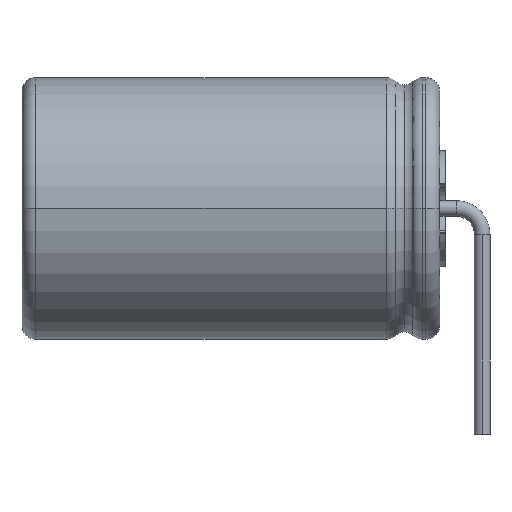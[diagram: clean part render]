
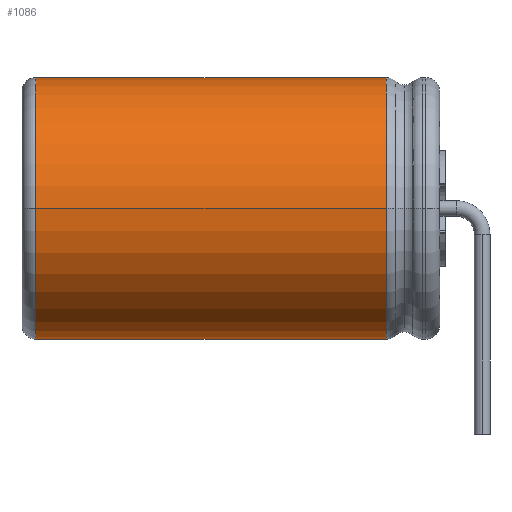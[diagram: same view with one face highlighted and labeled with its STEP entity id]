
A CAD part, left-side view. The second image highlights one B-rep face of the part: STEP entity #1086.
In plain terms, the highlighted cylindrical face has radius 5.025 mm (diameter 10.051 mm), a partial arc.
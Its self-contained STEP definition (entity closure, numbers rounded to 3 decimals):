
#1063 = ORIENTED_EDGE ( 'NONE', *, *, #1064, .F. ) ;
#1064 = EDGE_CURVE ( 'NONE', #1080, #1091, #4500, .T. ) ;
#1065 = ORIENTED_EDGE ( 'NONE', *, *, #1078, .F. ) ;
#1066 = ORIENTED_EDGE ( 'NONE', *, *, #1067, .F. ) ;
#1067 = EDGE_CURVE ( 'NONE', #1090, #1079, #4495, .T. ) ;
#1078 = EDGE_CURVE ( 'NONE', #1079, #1080, #4568, .T. ) ;
#1079 = VERTEX_POINT ( 'NONE', #4563 ) ;
#1080 = VERTEX_POINT ( 'NONE', #4562 ) ;
#1086 = ADVANCED_FACE ( 'NONE', ( #4550 ), #4598, .T. ) ;
#1087 = EDGE_LOOP ( 'NONE', ( #1088, #1063, #1065, #1066 ) ) ;
#1088 = ORIENTED_EDGE ( 'NONE', *, *, #1089, .T. ) ;
#1089 = EDGE_CURVE ( 'NONE', #1090, #1091, #4597, .T. ) ;
#1090 = VERTEX_POINT ( 'NONE', #4588 ) ;
#1091 = VERTEX_POINT ( 'NONE', #4587 ) ;
#4492 = DIRECTION ( 'NONE',  ( 0., -1., 0. ) ) ;
#4493 = VECTOR ( 'NONE', #4492, 1000. ) ;
#4494 = CARTESIAN_POINT ( 'NONE',  ( 0., 12.922, 5.025 ) ) ;
#4495 = LINE ( 'NONE', #4494, #4493 ) ;
#4497 = DIRECTION ( 'NONE',  ( 0., 1., 0. ) ) ;
#4498 = VECTOR ( 'NONE', #4497, 1000. ) ;
#4499 = CARTESIAN_POINT ( 'NONE',  ( 0., 12.922, -5.025 ) ) ;
#4500 = LINE ( 'NONE', #4499, #4498 ) ;
#4550 = FACE_OUTER_BOUND ( 'NONE', #1087, .T. ) ;
#4562 = CARTESIAN_POINT ( 'NONE',  ( 0., 2.52, -5.025 ) ) ;
#4563 = CARTESIAN_POINT ( 'NONE',  ( 0., 2.52, 5.025 ) ) ;
#4564 = DIRECTION ( 'NONE',  ( 1., 0., 0. ) ) ;
#4565 = DIRECTION ( 'NONE',  ( 0., -1., 0. ) ) ;
#4566 = CARTESIAN_POINT ( 'NONE',  ( 0., 2.52, 0. ) ) ;
#4567 = AXIS2_PLACEMENT_3D ( 'NONE', #4566, #4565, #4564 ) ;
#4568 = CIRCLE ( 'NONE', #4567, 5.025 ) ;
#4587 = CARTESIAN_POINT ( 'NONE',  ( 0., 16., -5.025 ) ) ;
#4588 = CARTESIAN_POINT ( 'NONE',  ( 0., 16., 5.025 ) ) ;
#4589 = DIRECTION ( 'NONE',  ( 1., 0., 0. ) ) ;
#4590 = DIRECTION ( 'NONE',  ( 0., -1., 0. ) ) ;
#4591 = CARTESIAN_POINT ( 'NONE',  ( 0., 16., 0. ) ) ;
#4592 = AXIS2_PLACEMENT_3D ( 'NONE', #4591, #4590, #4589 ) ;
#4593 = DIRECTION ( 'NONE',  ( 1., 0., 0. ) ) ;
#4594 = DIRECTION ( 'NONE',  ( 0., 1., 0. ) ) ;
#4595 = CARTESIAN_POINT ( 'NONE',  ( 0., 12.922, 0. ) ) ;
#4596 = AXIS2_PLACEMENT_3D ( 'NONE', #4595, #4594, #4593 ) ;
#4597 = CIRCLE ( 'NONE', #4592, 5.025 ) ;
#4598 = CYLINDRICAL_SURFACE ( 'NONE', #4596, 5.025 ) ;
